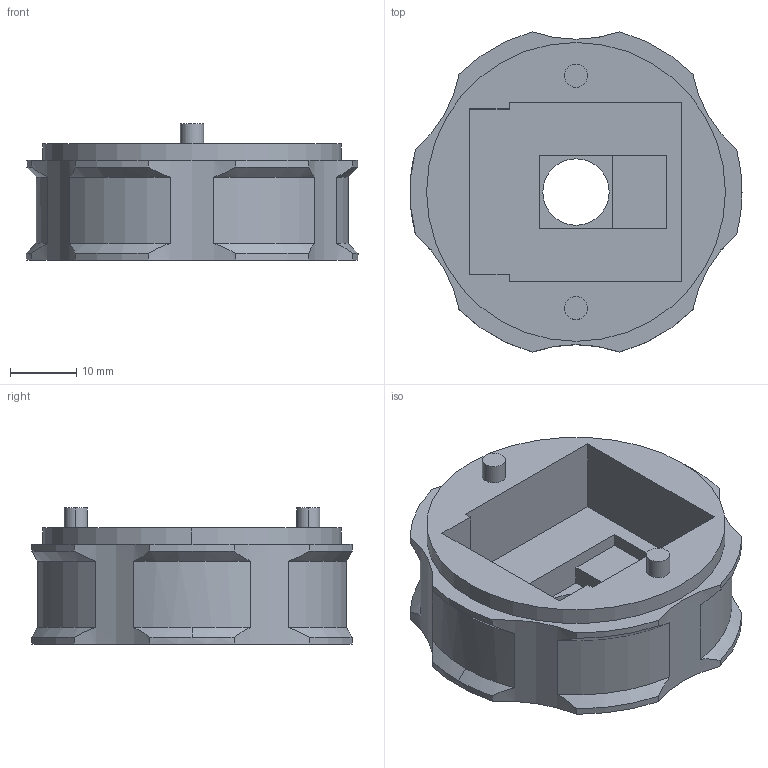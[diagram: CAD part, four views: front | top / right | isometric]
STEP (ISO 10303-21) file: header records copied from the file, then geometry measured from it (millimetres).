
FILE_DESCRIPTION (( 'STEP AP214' ), '1' );
FILE_NAME ('camera attatchment.STEP', '2024-08-28T21:06:37', ( '' ), ( '' ), 'SwSTEP 2.0', 'SolidWorks 2024', '' );
FILE_SCHEMA (( 'AUTOMOTIVE_DESIGN' ));
Length unit declared in the file: millimetre
Products named in the file (1): camera attatchment
Bounding box: 50 x 48.23 x 20.5 mm (x, y, z)
Volume: 19122.6 mm3; surface area: 8233.8 mm2
Topology: 1 solids, 1 shells, 76 faces, 199 edges, 132 vertices
Faces by surface type: cylinder 39, plane 23, cone 14
Entity records: 2418 total; most frequent: CARTESIAN_POINT 480, DIRECTION 409, ORIENTED_EDGE 398, EDGE_CURVE 199, AXIS2_PLACEMENT_3D 157, VERTEX_POINT 132, LINE 95, VECTOR 95
